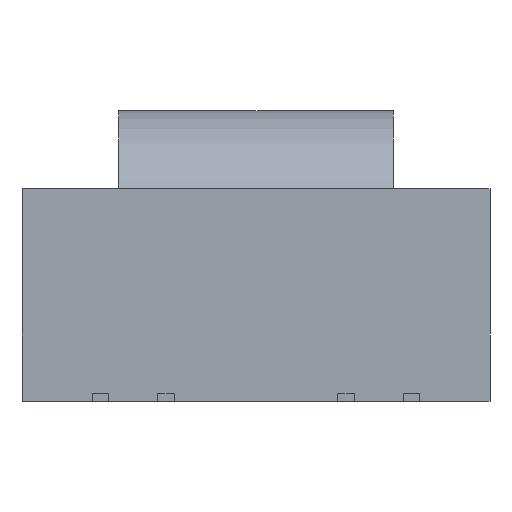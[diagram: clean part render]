
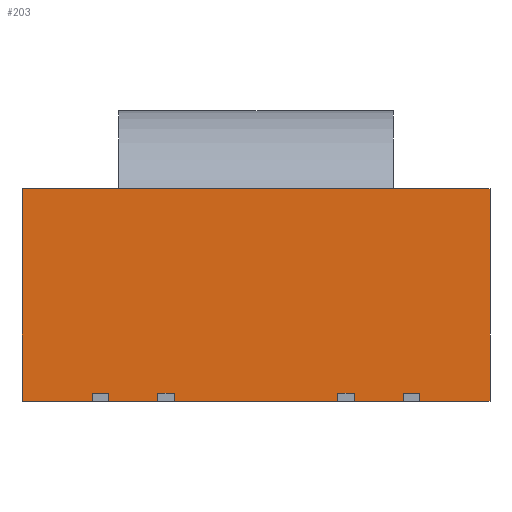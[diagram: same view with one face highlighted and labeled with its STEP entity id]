
A CAD part, front view. The second image highlights one B-rep face of the part: STEP entity #203.
In plain terms, the highlighted planar face has unit normal (0, -1, 0).
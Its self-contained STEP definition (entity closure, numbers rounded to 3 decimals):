
#203=ADVANCED_FACE('',(#391),#299,.T.);
#299=PLANE('',#1772);
#391=FACE_OUTER_BOUND('',#497,.T.);
#497=EDGE_LOOP('',(#698,#699,#700,#701));
#698=ORIENTED_EDGE('',*,*,#1190,.F.);
#699=ORIENTED_EDGE('',*,*,#1189,.F.);
#700=ORIENTED_EDGE('',*,*,#1191,.T.);
#701=ORIENTED_EDGE('',*,*,#1192,.T.);
#1027=VERTEX_POINT('',#2390);
#1029=VERTEX_POINT('',#2394);
#1030=VERTEX_POINT('',#2398);
#1031=VERTEX_POINT('',#2400);
#1189=EDGE_CURVE('',#1029,#1027,#1393,.T.);
#1190=EDGE_CURVE('',#1027,#1030,#1394,.T.);
#1191=EDGE_CURVE('',#1029,#1031,#1395,.T.);
#1192=EDGE_CURVE('',#1031,#1030,#1396,.T.);
#1393=LINE('',#2395,#1597);
#1394=LINE('',#2397,#1598);
#1395=LINE('',#2399,#1599);
#1396=LINE('',#2401,#1600);
#1597=VECTOR('',#1970,1.);
#1598=VECTOR('',#1973,1.);
#1599=VECTOR('',#1974,1.);
#1600=VECTOR('',#1975,1.);
#1772=AXIS2_PLACEMENT_3D('',#2402,#1976,#1977);
#1970=DIRECTION('',(0.,0.,1.));
#1973=DIRECTION('',(1.,0.,0.));
#1974=DIRECTION('',(1.,0.,0.));
#1975=DIRECTION('',(0.,0.,1.));
#1976=DIRECTION('',(0.,-1.,0.));
#1977=DIRECTION('',(1.,0.,0.));
#2390=CARTESIAN_POINT('',(-1.5,-1.5,7.5));
#2394=CARTESIAN_POINT('',(-1.5,-1.5,-5.5));
#2395=CARTESIAN_POINT('',(-1.5,-1.5,-5.5));
#2397=CARTESIAN_POINT('',(-1.5,-1.5,7.5));
#2398=CARTESIAN_POINT('',(27.1,-1.5,7.5));
#2399=CARTESIAN_POINT('',(-1.5,-1.5,-5.5));
#2400=CARTESIAN_POINT('',(27.1,-1.5,-5.5));
#2401=CARTESIAN_POINT('',(27.1,-1.5,-5.5));
#2402=CARTESIAN_POINT('',(-1.5,-1.5,-5.5));
